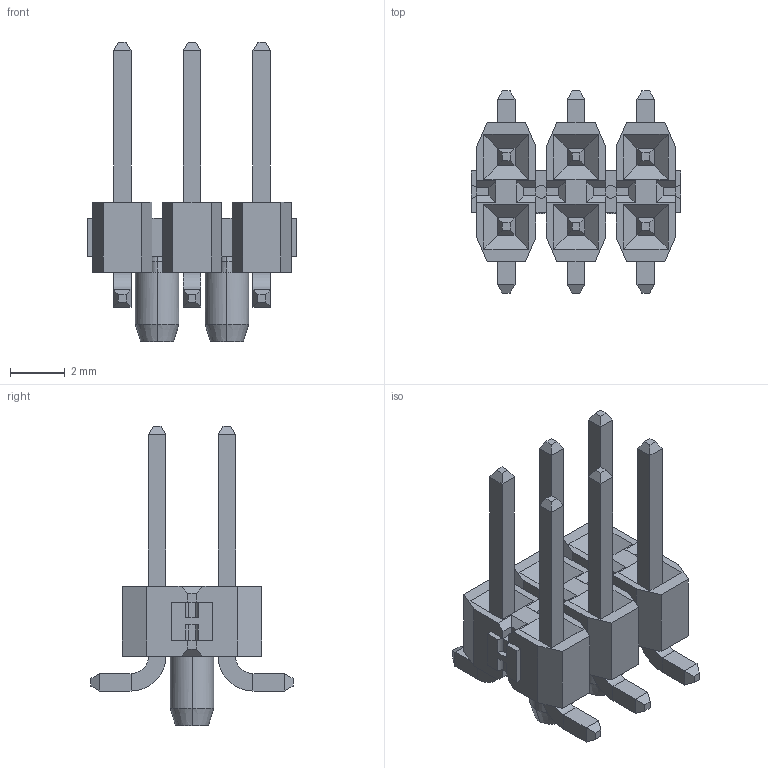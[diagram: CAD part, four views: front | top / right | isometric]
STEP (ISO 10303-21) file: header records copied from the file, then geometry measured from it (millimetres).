
FILE_DESCRIPTION(('Open CASCADE Model'),'2;1');
FILE_NAME('Open CASCADE Shape Model','2010-04-22T12:38:43',('Author'),( 'Open CASCADE'),'Open CASCADE STEP processor 6.3','Open CASCADE 6.3' ,'Unknown');
FILE_SCHEMA(('AUTOMOTIVE_DESIGN_CC2 { 1 2 10303 214 -1 1 5 4 }'));
Length unit declared in the file: millimetre
Products named in the file (1): Open CASCADE STEP translator 6.3 1
Bounding box: 7.62 x 7.37 x 10.92 mm (x, y, z)
Volume: 103.5 mm3; surface area: 353.3 mm2
Topology: 1 solids, 3 shells, 434 faces, 1098 edges, 662 vertices
Faces by surface type: plane 366, cylinder 44, cone 24
Entity records: 27500 total; most frequent: CARTESIAN_POINT 6113, DIRECTION 3798, LINE 2460, VECTOR 2460, ORIENTED_EDGE 2196, PCURVE 2196, DEFINITIONAL_REPRESENTATION 2196, EDGE_CURVE 1098
